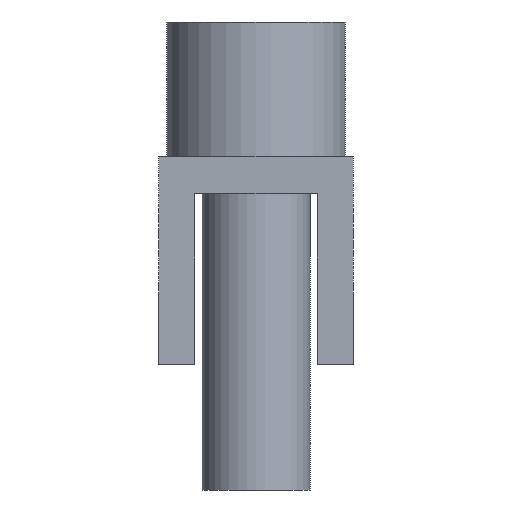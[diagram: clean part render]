
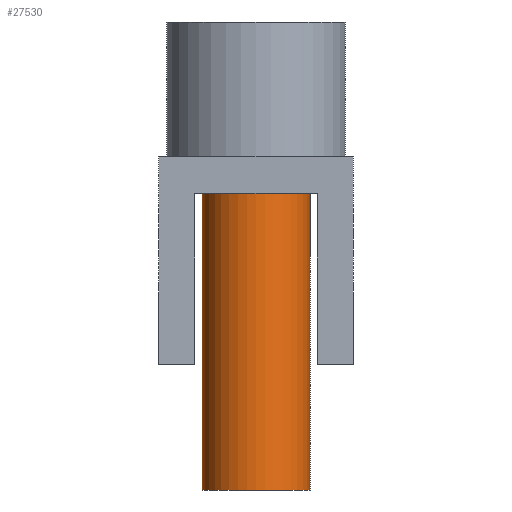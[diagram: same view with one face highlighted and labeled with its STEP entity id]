
A CAD part, left-side view. The second image highlights one B-rep face of the part: STEP entity #27530.
In plain terms, the highlighted cylindrical face has radius 3 mm (diameter 6 mm), a partial arc.
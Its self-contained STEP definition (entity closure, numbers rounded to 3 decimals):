
#7660=CARTESIAN_POINT('',(41.741,43.058,-7.5));
#7670=DIRECTION('',(0.,-1.,0.));
#7680=DIRECTION('',(-1.,0.,0.));
#7690=AXIS2_PLACEMENT_3D('',#7660,#7670,#7680);
#7700=CIRCLE('',#7690,3.);
#7710=CARTESIAN_POINT('',(38.741,43.058,-7.5));
#7720=VERTEX_POINT('',#7710);
#7730=CARTESIAN_POINT('',(44.741,43.058,-7.5));
#7740=VERTEX_POINT('',#7730);
#7750=EDGE_CURVE('',#7720,#7740,#7700,.T.);
#15630=CARTESIAN_POINT('',(44.741,44.058,-7.5));
#15640=DIRECTION('',(0.,-1.,0.));
#15650=VECTOR('',#15640,1.);
#15660=LINE('',#15630,#15650);
#15670=CARTESIAN_POINT('',(44.741,26.558,-7.5));
#15680=VERTEX_POINT('',#15670);
#15690=EDGE_CURVE('',#7740,#15680,#15660,.T.);
#15710=CARTESIAN_POINT('',(41.741,26.558,-7.5));
#15720=DIRECTION('',(0.,-1.,0.));
#15730=DIRECTION('',(-1.,0.,0.));
#15740=AXIS2_PLACEMENT_3D('',#15710,#15720,#15730);
#15750=CIRCLE('',#15740,3.);
#15760=CARTESIAN_POINT('',(38.741,26.558,-7.5));
#15770=VERTEX_POINT('',#15760);
#15800=CARTESIAN_POINT('',(38.741,44.058,-7.5));
#15810=DIRECTION('',(0.,-1.,0.));
#15820=VECTOR('',#15810,1.);
#15830=LINE('',#15800,#15820);
#15840=EDGE_CURVE('',#7720,#15770,#15830,.T.);
#16020=EDGE_CURVE('',#15770,#15680,#15750,.T.);
#27420=CARTESIAN_POINT('',(41.741,44.058,-7.5));
#27430=DIRECTION('',(0.,-1.,0.));
#27440=DIRECTION('',(-1.,0.,0.));
#27450=AXIS2_PLACEMENT_3D('',#27420,#27430,#27440);
#27460=CYLINDRICAL_SURFACE('',#27450,3.);
#27470=ORIENTED_EDGE('',*,*,#16020,.F.);
#27480=ORIENTED_EDGE('',*,*,#15690,.T.);
#27490=ORIENTED_EDGE('',*,*,#7750,.T.);
#27500=ORIENTED_EDGE('',*,*,#15840,.F.);
#27510=EDGE_LOOP('',(#27500,#27490,#27480,#27470));
#27520=FACE_OUTER_BOUND('',#27510,.T.);
#27530=ADVANCED_FACE('',(#27520),#27460,.T.);
